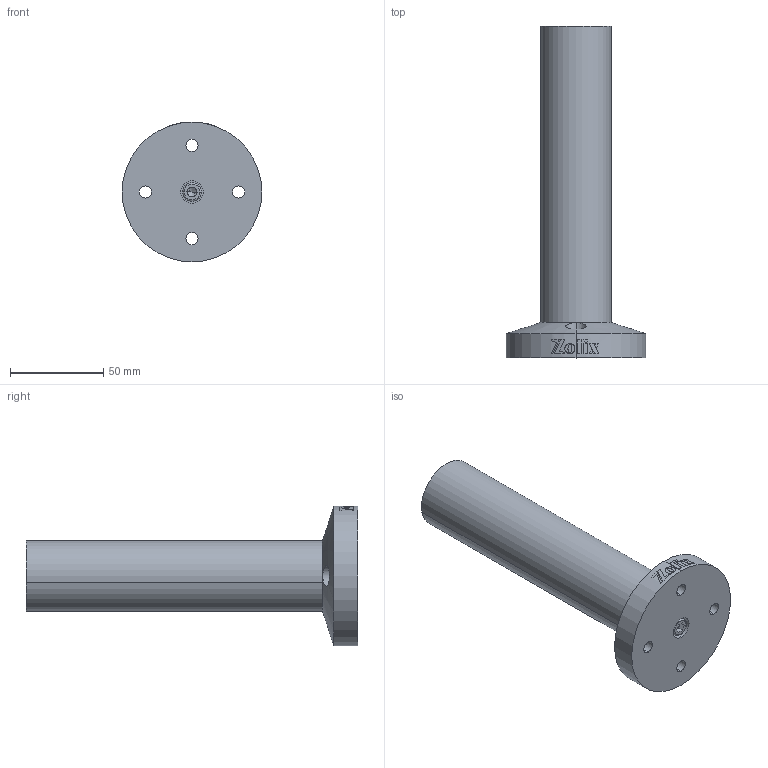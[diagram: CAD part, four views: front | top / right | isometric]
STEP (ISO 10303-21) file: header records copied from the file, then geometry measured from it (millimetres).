
FILE_DESCRIPTION (( 'STEP AP203' ), '1' );
FILE_NAME ('NPHR38-178.STEP', '2020-06-11T02:47:48', ( '' ), ( '' ), 'SwSTEP 2.0', 'SolidWorks 2016', '' );
FILE_SCHEMA (( 'CONFIG_CONTROL_DESIGN' ));
Length unit declared in the file: millimetre
Products named in the file (1): NPHR38-178
Bounding box: 75 x 178 x 75 mm (x, y, z)
Surface area: 33681 mm2 (no closed solid volume)
Topology: 0 solids, 10 shells, 69 faces, 441 edges, 375 vertices
Faces by surface type: cylinder 42, plane 13, cone 8, bspline 4, torus 2
Entity records: 4850 total; most frequent: CARTESIAN_POINT 1973, ORIENTED_EDGE 554, EDGE_CURVE 439, DIRECTION 414, VERTEX_POINT 375, B_SPLINE_CURVE_WITH_KNOTS 259, AXIS2_PLACEMENT_3D 168, CIRCLE 102
